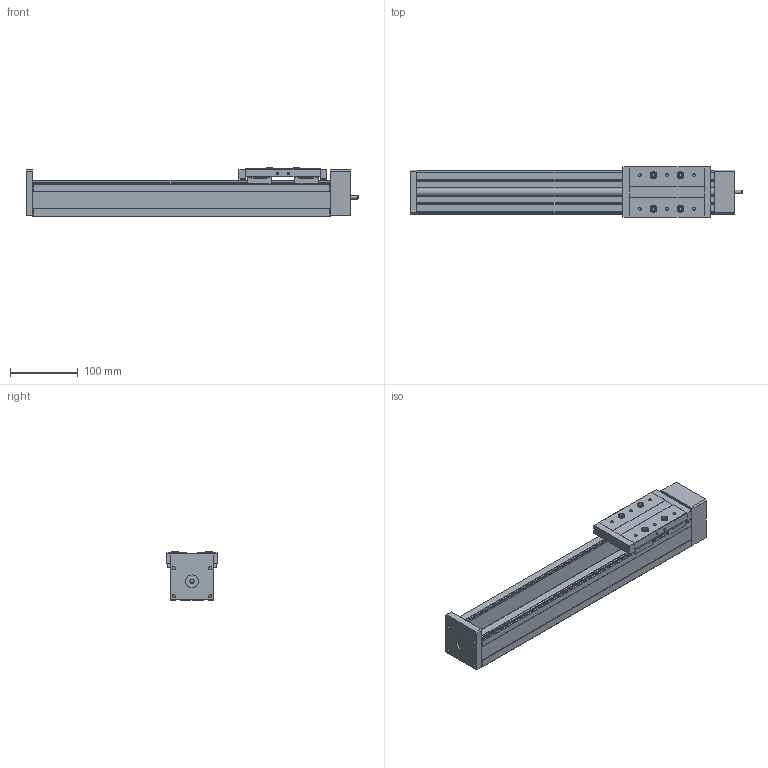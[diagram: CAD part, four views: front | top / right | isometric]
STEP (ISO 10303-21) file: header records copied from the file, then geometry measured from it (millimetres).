
FILE_DESCRIPTION((''),'2;1');
FILE_NAME('MSL65-S12-S-Hub 300.stp','2012-10-11T10:54:47',('hartung_david'),(''),'Autodesk Inventor 2012','Autodesk Inventor 2012','');
FILE_SCHEMA(('AUTOMOTIVE_DESIGN { 1 0 10303 214 1 1 1 1 }'));
Length unit declared in the file: millimetre
Products named in the file (4): MSL65-S12-S-Hub 300; MSL65-S12-S-0300-010; MSL65-S12-S-0300-020; MSL65-S12-S-0300-030
Assembly tree (3 placements, depth 2):
  MSL65-S12-S-Hub 300
    MSL65-S12-S-0300-010
    MSL65-S12-S-0300-020
    MSL65-S12-S-0300-030
Bounding box: 491 x 75 x 71.9 mm (x, y, z)
Volume: 1100702.7 mm3; surface area: 255788 mm2
Topology: 7 solids, 7 shells, 1392 faces, 3882 edges, 2582 vertices
Faces by surface type: plane 1257, cylinder 111, cone 23, torus 1
Full cylindrical faces by diameter (mm): 3.2 x2, 3.242 x8, 4.134 x10, 4.917 x4, 5 x1, 5.7 x1, 6 x1, 6.647 x4, 10 x8, 12 x2, 19 x3, 30.38 x1, 36 x1
Entity records: 44895 total; most frequent: CARTESIAN_POINT 7763, ORIENTED_EDGE 7554, DIRECTION 6822, EDGE_CURVE 3777, VECTOR 3514, LINE 3514, VERTEX_POINT 2545, AXIS2_PLACEMENT_3D 1654
